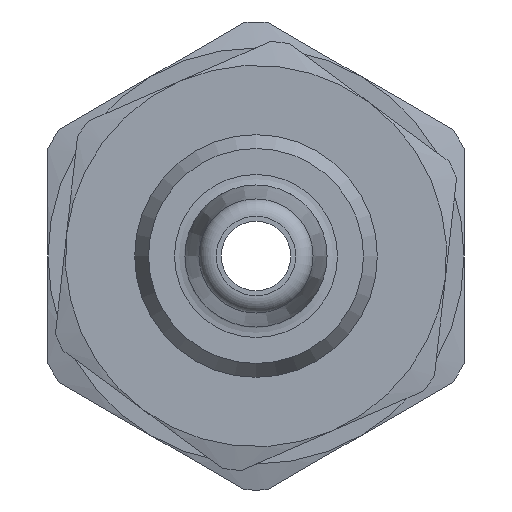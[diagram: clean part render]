
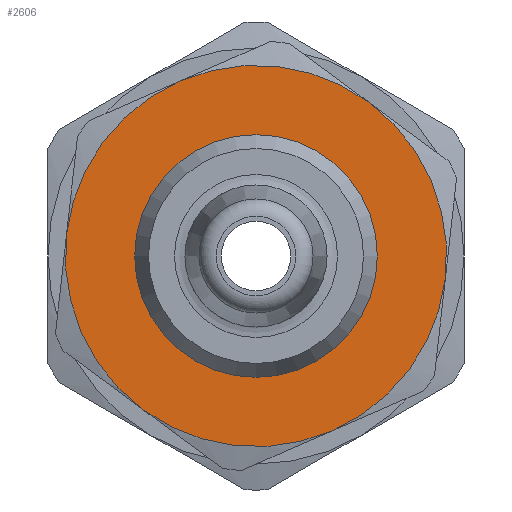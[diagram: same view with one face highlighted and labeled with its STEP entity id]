
A CAD part, left-side view. The second image highlights one B-rep face of the part: STEP entity #2606.
In plain terms, the highlighted planar face has unit normal (-1, 0, 0).
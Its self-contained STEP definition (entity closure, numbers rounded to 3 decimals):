
#1688=CARTESIAN_POINT('',(0.,2.75,-4.763));
#1689=VERTEX_POINT('',#1688);
#1772=CARTESIAN_POINT('',(0.,-2.75,-4.763));
#1773=VERTEX_POINT('',#1772);
#1856=CARTESIAN_POINT('',(0.,-5.5,0.));
#1857=VERTEX_POINT('',#1856);
#1940=CARTESIAN_POINT('',(0.,-2.75,4.763));
#1941=VERTEX_POINT('',#1940);
#2024=CARTESIAN_POINT('',(0.,2.75,4.763));
#2025=VERTEX_POINT('',#2024);
#2385=CARTESIAN_POINT('',(0.0,5.5,0.0));
#2386=VERTEX_POINT('',#2385);
#2387=CARTESIAN_POINT('',(0.,0.,0.0));
#2388=DIRECTION('',(1.0,0.0,0.0));
#2389=DIRECTION('',(0.0,1.0,0.0));
#2390=AXIS2_PLACEMENT_3D('',#2387,#2388,#2389);
#2391=CIRCLE('',#2390,5.5);
#2392=EDGE_CURVE('',#1689,#2386,#2391,.T.);
#2431=CARTESIAN_POINT('',(0.,0.,0.0));
#2432=DIRECTION('',(1.0,0.0,0.0));
#2433=DIRECTION('',(0.0,1.0,0.0));
#2434=AXIS2_PLACEMENT_3D('',#2431,#2432,#2433);
#2435=CIRCLE('',#2434,5.5);
#2436=EDGE_CURVE('',#2386,#2025,#2435,.T.);
#2449=CARTESIAN_POINT('',(0.,0.,0.0));
#2450=DIRECTION('',(1.0,0.0,0.0));
#2451=DIRECTION('',(0.0,1.0,0.0));
#2452=AXIS2_PLACEMENT_3D('',#2449,#2450,#2451);
#2453=CIRCLE('',#2452,5.5);
#2454=EDGE_CURVE('',#2025,#1941,#2453,.T.);
#2467=CARTESIAN_POINT('',(0.,0.,0.0));
#2468=DIRECTION('',(1.0,0.0,0.0));
#2469=DIRECTION('',(0.0,1.0,0.0));
#2470=AXIS2_PLACEMENT_3D('',#2467,#2468,#2469);
#2471=CIRCLE('',#2470,5.5);
#2472=EDGE_CURVE('',#1941,#1857,#2471,.T.);
#2485=CARTESIAN_POINT('',(0.,0.,0.0));
#2486=DIRECTION('',(1.0,0.0,0.0));
#2487=DIRECTION('',(0.0,1.0,0.0));
#2488=AXIS2_PLACEMENT_3D('',#2485,#2486,#2487);
#2489=CIRCLE('',#2488,5.5);
#2490=EDGE_CURVE('',#1857,#1773,#2489,.T.);
#2523=CARTESIAN_POINT('',(0.,0.,0.0));
#2524=DIRECTION('',(1.0,0.0,0.0));
#2525=DIRECTION('',(0.0,1.0,0.0));
#2526=AXIS2_PLACEMENT_3D('',#2523,#2524,#2525);
#2527=CIRCLE('',#2526,5.5);
#2528=EDGE_CURVE('',#1773,#1689,#2527,.T.);
#2575=CARTESIAN_POINT('',(0.,3.23,0.0));
#2576=VERTEX_POINT('',#2575);
#2577=CARTESIAN_POINT('',(0.,0.,0.0));
#2578=DIRECTION('',(1.0,0.0,0.0));
#2579=DIRECTION('',(0.0,1.0,0.0));
#2580=AXIS2_PLACEMENT_3D('',#2577,#2578,#2579);
#2581=CIRCLE('',#2580,3.23);
#2582=EDGE_CURVE('',#2576,#2576,#2581,.T.);
#2590=CARTESIAN_POINT('',(0.,4.365,0.0));
#2591=DIRECTION('',(-1.0,0.0,0.0));
#2592=DIRECTION('',(0.0,0.0,1.0));
#2593=AXIS2_PLACEMENT_3D('',#2590,#2591,#2592);
#2594=PLANE('',#2593);
#2595=ORIENTED_EDGE('',*,*,#2436,.F.);
#2596=ORIENTED_EDGE('',*,*,#2392,.F.);
#2597=ORIENTED_EDGE('',*,*,#2528,.F.);
#2598=ORIENTED_EDGE('',*,*,#2490,.F.);
#2599=ORIENTED_EDGE('',*,*,#2472,.F.);
#2600=ORIENTED_EDGE('',*,*,#2454,.F.);
#2601=EDGE_LOOP('',(#2595,#2596,#2597,#2598,#2599,#2600));
#2602=FACE_OUTER_BOUND('',#2601,.T.);
#2603=ORIENTED_EDGE('',*,*,#2582,.T.);
#2604=EDGE_LOOP('',(#2603));
#2605=FACE_BOUND('',#2604,.T.);
#2606=ADVANCED_FACE('',(#2602,#2605),#2594,.T.);
